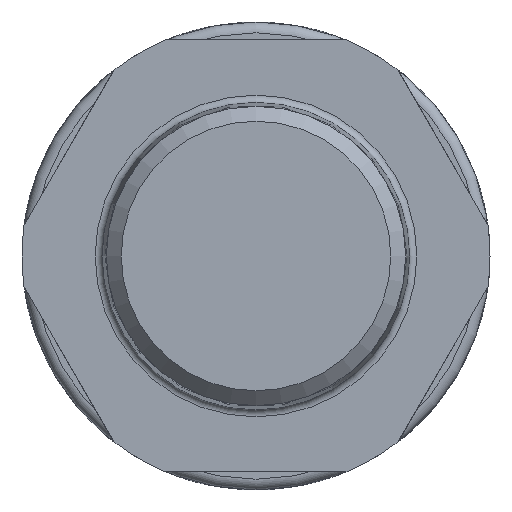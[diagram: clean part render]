
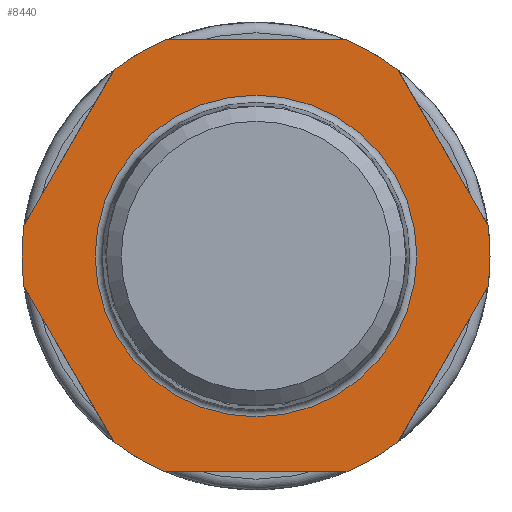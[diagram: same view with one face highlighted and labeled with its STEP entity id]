
A CAD part, left-side view. The second image highlights one B-rep face of the part: STEP entity #8440.
In plain terms, the highlighted planar face has unit normal (-1, 0, 0).
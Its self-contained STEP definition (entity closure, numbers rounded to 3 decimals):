
#117=FACE_BOUND('',#2216,.T.);
#942=LINE('',#17864,#1209);
#945=LINE('',#17890,#1212);
#948=LINE('',#17916,#1215);
#951=LINE('',#17942,#1218);
#954=LINE('',#17960,#1221);
#957=LINE('',#17997,#1224);
#1209=VECTOR('',#11684,10.);
#1212=VECTOR('',#11689,10.);
#1215=VECTOR('',#11694,10.);
#1218=VECTOR('',#11699,10.);
#1221=VECTOR('',#11704,10.);
#1224=VECTOR('',#11709,10.);
#1768=FACE_OUTER_BOUND('',#2215,.T.);
#2215=EDGE_LOOP('',(#7422,#7423,#7424,#7425,#7426,#7427,#7428,#7429,#7430,
#7431,#7432,#7433));
#2216=EDGE_LOOP('',(#7434,#7435));
#2777=CIRCLE('',#9453,16.25);
#2779=CIRCLE('',#9456,16.25);
#2780=CIRCLE('',#9458,16.25);
#2783=CIRCLE('',#9462,16.25);
#2784=CIRCLE('',#9464,16.25);
#2790=CIRCLE('',#9472,16.25);
#2791=CIRCLE('',#9473,11.17);
#2792=CIRCLE('',#9474,11.17);
#3624=VERTEX_POINT('',#17861);
#3625=VERTEX_POINT('',#17863);
#3628=VERTEX_POINT('',#17887);
#3629=VERTEX_POINT('',#17889);
#3632=VERTEX_POINT('',#17913);
#3633=VERTEX_POINT('',#17915);
#3636=VERTEX_POINT('',#17939);
#3637=VERTEX_POINT('',#17941);
#3640=VERTEX_POINT('',#17957);
#3641=VERTEX_POINT('',#17959);
#3645=VERTEX_POINT('',#17994);
#3646=VERTEX_POINT('',#17996);
#3649=VERTEX_POINT('',#18023);
#3650=VERTEX_POINT('',#18024);
#4879=EDGE_CURVE('',#3625,#3624,#942,.T.);
#4883=EDGE_CURVE('',#3629,#3628,#945,.T.);
#4887=EDGE_CURVE('',#3633,#3632,#948,.T.);
#4891=EDGE_CURVE('',#3637,#3636,#951,.T.);
#4895=EDGE_CURVE('',#3641,#3640,#954,.T.);
#4900=EDGE_CURVE('',#3646,#3645,#957,.T.);
#4903=EDGE_CURVE('',#3646,#3636,#2777,.T.);
#4905=EDGE_CURVE('',#3637,#3632,#2779,.T.);
#4906=EDGE_CURVE('',#3629,#3640,#2780,.T.);
#4909=EDGE_CURVE('',#3633,#3628,#2783,.T.);
#4910=EDGE_CURVE('',#3625,#3645,#2784,.T.);
#4916=EDGE_CURVE('',#3641,#3624,#2790,.T.);
#4917=EDGE_CURVE('',#3649,#3650,#2791,.T.);
#4918=EDGE_CURVE('',#3650,#3649,#2792,.T.);
#7422=ORIENTED_EDGE('',*,*,#4879,.T.);
#7423=ORIENTED_EDGE('',*,*,#4916,.F.);
#7424=ORIENTED_EDGE('',*,*,#4895,.T.);
#7425=ORIENTED_EDGE('',*,*,#4906,.F.);
#7426=ORIENTED_EDGE('',*,*,#4883,.T.);
#7427=ORIENTED_EDGE('',*,*,#4909,.F.);
#7428=ORIENTED_EDGE('',*,*,#4887,.T.);
#7429=ORIENTED_EDGE('',*,*,#4905,.F.);
#7430=ORIENTED_EDGE('',*,*,#4891,.T.);
#7431=ORIENTED_EDGE('',*,*,#4903,.F.);
#7432=ORIENTED_EDGE('',*,*,#4900,.T.);
#7433=ORIENTED_EDGE('',*,*,#4910,.F.);
#7434=ORIENTED_EDGE('',*,*,#4917,.T.);
#7435=ORIENTED_EDGE('',*,*,#4918,.T.);
#7581=PLANE('',#9471);
#8440=ADVANCED_FACE('',(#1768,#117),#7581,.T.);
#9453=AXIS2_PLACEMENT_3D('',#18001,#11715,#11716);
#9456=AXIS2_PLACEMENT_3D('',#18004,#11721,#11722);
#9458=AXIS2_PLACEMENT_3D('',#18006,#11725,#11726);
#9462=AXIS2_PLACEMENT_3D('',#18010,#11733,#11734);
#9464=AXIS2_PLACEMENT_3D('',#18012,#11737,#11738);
#9471=AXIS2_PLACEMENT_3D('',#18021,#11751,#11752);
#9472=AXIS2_PLACEMENT_3D('',#18022,#11753,#11754);
#9473=AXIS2_PLACEMENT_3D('',#18025,#11755,#11756);
#9474=AXIS2_PLACEMENT_3D('',#18026,#11757,#11758);
#11684=DIRECTION('',(0.,-0.5,-0.866));
#11689=DIRECTION('',(0.,-0.5,0.866));
#11694=DIRECTION('',(0.,0.5,0.866));
#11699=DIRECTION('',(0.,1.,0.));
#11704=DIRECTION('',(0.,-1.,0.));
#11709=DIRECTION('',(0.,0.5,-0.866));
#11715=DIRECTION('center_axis',(1.,0.,0.));
#11716=DIRECTION('ref_axis',(0.,0.,
1.));
#11721=DIRECTION('center_axis',(1.,0.,0.));
#11722=DIRECTION('ref_axis',(0.,0.,
1.));
#11725=DIRECTION('center_axis',(1.,0.,0.));
#11726=DIRECTION('ref_axis',(0.,0.,
1.));
#11733=DIRECTION('center_axis',(1.,0.,0.));
#11734=DIRECTION('ref_axis',(0.,0.,
1.));
#11737=DIRECTION('center_axis',(1.,0.,0.));
#11738=DIRECTION('ref_axis',(0.,0.,
1.));
#11751=DIRECTION('center_axis',(-1.,0.,0.));
#11752=DIRECTION('ref_axis',(0.,0.,
-1.));
#11753=DIRECTION('center_axis',(1.,0.,0.));
#11754=DIRECTION('ref_axis',(0.,0.,
1.));
#11755=DIRECTION('center_axis',(1.,0.,0.));
#11756=DIRECTION('ref_axis',(0.,0.,
1.));
#11757=DIRECTION('center_axis',(1.,0.,0.));
#11758=DIRECTION('ref_axis',(0.,0.,
1.));
#17861=CARTESIAN_POINT('',(1.1,9.865,-12.913));
#17863=CARTESIAN_POINT('',(1.1,16.115,-2.087));
#17864=CARTESIAN_POINT('',(1.1,12.522,-8.312));
#17887=CARTESIAN_POINT('',(1.1,-16.115,-2.087));
#17889=CARTESIAN_POINT('',(1.1,-9.865,-12.913));
#17890=CARTESIAN_POINT('',(1.1,-13.459,-6.688));
#17913=CARTESIAN_POINT('',(1.1,-9.865,12.913));
#17915=CARTESIAN_POINT('',(1.1,-16.115,2.087));
#17916=CARTESIAN_POINT('',(1.1,-16.584,1.275));
#17939=CARTESIAN_POINT('',(1.1,6.25,15.));
#17941=CARTESIAN_POINT('',(1.1,-6.25,15.));
#17942=CARTESIAN_POINT('',(1.1,-11.25,15.));
#17957=CARTESIAN_POINT('',(1.1,-6.25,-15.));
#17959=CARTESIAN_POINT('',(1.1,6.25,-15.));
#17960=CARTESIAN_POINT('',(1.1,-5.,-15.));
#17994=CARTESIAN_POINT('',(1.1,16.115,2.087));
#17996=CARTESIAN_POINT('',(1.1,9.865,12.913));
#17997=CARTESIAN_POINT('',(1.1,9.397,13.725));
#18001=CARTESIAN_POINT('Origin',(1.1,0.,0.));
#18004=CARTESIAN_POINT('Origin',(1.1,0.,0.));
#18006=CARTESIAN_POINT('Origin',(1.1,0.,0.));
#18010=CARTESIAN_POINT('Origin',(1.1,0.,0.));
#18012=CARTESIAN_POINT('Origin',(1.1,0.,0.));
#18021=CARTESIAN_POINT('Origin',(1.1,-16.25,0.));
#18022=CARTESIAN_POINT('Origin',(1.1,0.,0.));
#18023=CARTESIAN_POINT('',(1.1,-11.17,0.));
#18024=CARTESIAN_POINT('',(1.1,0.,-11.17));
#18025=CARTESIAN_POINT('Origin',(1.1,0.,0.));
#18026=CARTESIAN_POINT('Origin',(1.1,0.,0.));
